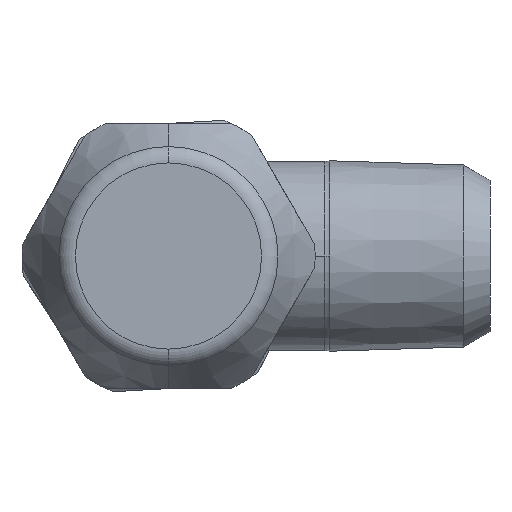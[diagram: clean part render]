
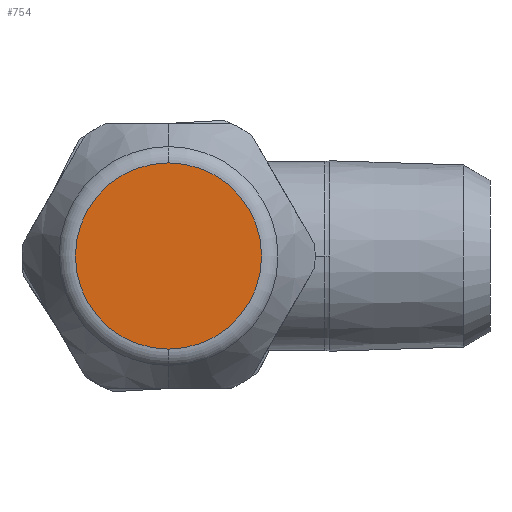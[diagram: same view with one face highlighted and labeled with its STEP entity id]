
A CAD part, left-side view. The second image highlights one B-rep face of the part: STEP entity #754.
In plain terms, the highlighted planar face has unit normal (-1, 0, 0).
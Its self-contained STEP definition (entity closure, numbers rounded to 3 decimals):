
#171 = CARTESIAN_POINT ( 'NONE',  ( -22.5, 0., 0. ) ) ;
#174 = PLANE ( 'NONE',  #1561 ) ;
#176 = DIRECTION ( 'NONE',  ( -1., 0., 0. ) ) ;
#177 = DIRECTION ( 'NONE',  ( 0., 0., -1. ) ) ;
#754 = ADVANCED_FACE ( 'NONE', ( #1830 ), #174, .T. ) ;
#831 = EDGE_LOOP ( 'NONE', ( #3948, #3949 ) ) ;
#1471 = EDGE_CURVE ( 'NONE', #4016, #4015, #3453, .T. ) ;
#1561 = AXIS2_PLACEMENT_3D ( 'NONE', #171, #176, #177 ) ;
#1830 = FACE_OUTER_BOUND ( 'NONE', #831, .T. ) ;
#1894 = EDGE_CURVE ( 'NONE', #4015, #4016, #3454, .T. ) ;
#2565 = AXIS2_PLACEMENT_3D ( 'NONE', #2909, #2910, #2911 ) ;
#2568 = AXIS2_PLACEMENT_3D ( 'NONE', #2920, #2921, #2922 ) ;
#2909 = CARTESIAN_POINT ( 'NONE',  ( -22.5, 0., 0. ) ) ;
#2910 = DIRECTION ( 'NONE',  ( -1., 0., 0. ) ) ;
#2911 = DIRECTION ( 'NONE',  ( 0., 0., 1. ) ) ;
#2920 = CARTESIAN_POINT ( 'NONE',  ( -22.5, 0., 0. ) ) ;
#2921 = DIRECTION ( 'NONE',  ( -1., 0., 0. ) ) ;
#2922 = DIRECTION ( 'NONE',  ( 0., 0., 1. ) ) ;
#3097 = CARTESIAN_POINT ( 'NONE',  ( -22.5, 0., 4.923 ) ) ;
#3112 = CARTESIAN_POINT ( 'NONE',  ( -22.5, 0., -4.923 ) ) ;
#3453 = CIRCLE ( 'NONE', #2565, 4.923 ) ;
#3454 = CIRCLE ( 'NONE', #2568, 4.923 ) ;
#3948 = ORIENTED_EDGE ( 'NONE', *, *, #1894, .T. ) ;
#3949 = ORIENTED_EDGE ( 'NONE', *, *, #1471, .T. ) ;
#4015 = VERTEX_POINT ( 'NONE', #3097 ) ;
#4016 = VERTEX_POINT ( 'NONE', #3112 ) ;
